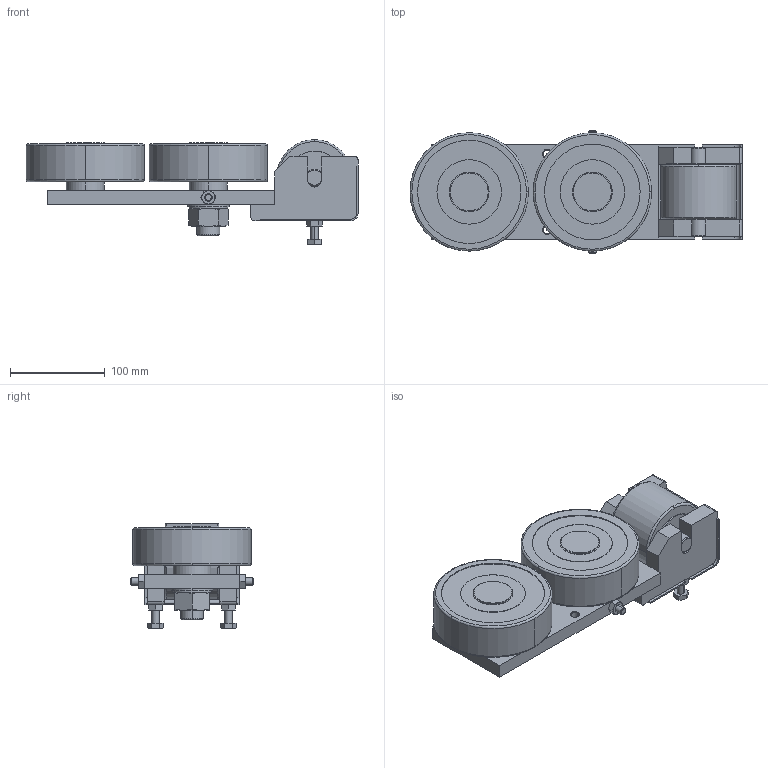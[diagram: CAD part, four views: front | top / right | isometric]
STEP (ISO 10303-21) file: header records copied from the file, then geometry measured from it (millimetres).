
FILE_DESCRIPTION(('STEP AP214'),'1');
FILE_NAME('jt-pa_1250_d_0_d2_0.stp','2016-07-06T05:55:37',('TraceParts'),('TraceParts S.A.'),'Spatial InterOp 3D',' ',' ');
FILE_SCHEMA(('automotive_design'));
Length unit declared in the file: millimetre
Products named in the file (6): 2; wheel3; wheel21; wheel22; 1
Bounding box: 350.5 x 130 x 110.5 mm (x, y, z)
Volume: 1887698.9 mm3; surface area: 243546.7 mm2
Topology: 6 solids, 6 shells, 371 faces, 879 edges, 547 vertices
Faces by surface type: plane 147, cone 108, cylinder 104, torus 12
Entity records: 14033 total; most frequent: CARTESIAN_POINT 2495, DIRECTION 1828, ORIENTED_EDGE 1758, EDGE_CURVE 879, AXIS2_PLACEMENT_3D 726, VERTEX_POINT 547, EDGE_LOOP 424, LINE 376
